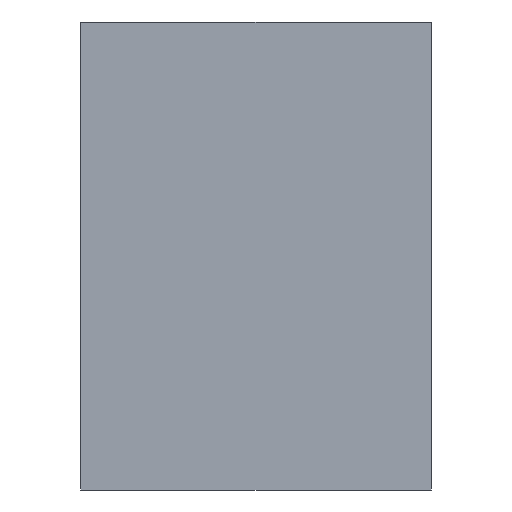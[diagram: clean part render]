
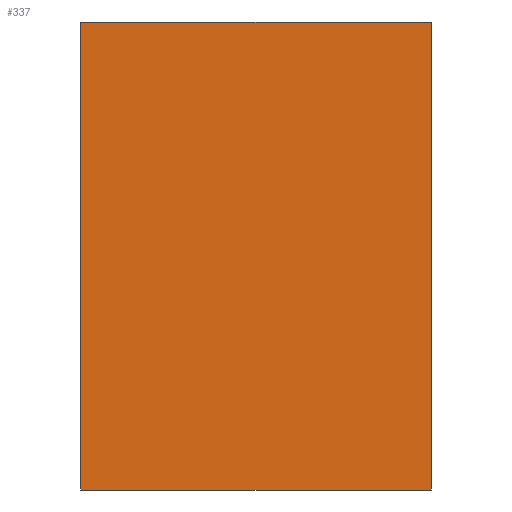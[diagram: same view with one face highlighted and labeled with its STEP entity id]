
A CAD part, front view. The second image highlights one B-rep face of the part: STEP entity #337.
In plain terms, the highlighted planar face has unit normal (0, -1, 0).
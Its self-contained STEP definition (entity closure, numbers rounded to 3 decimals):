
#1 = FACE_OUTER_BOUND ( 'NONE', #710, .T. ) ;
#2 = CARTESIAN_POINT ( 'NONE',  ( -30., 0., -40. ) ) ;
#31 = CARTESIAN_POINT ( 'NONE',  ( 30., 0., 40. ) ) ;
#176 = LINE ( 'NONE', #180, #542 ) ;
#180 = CARTESIAN_POINT ( 'NONE',  ( -30., 0., 40. ) ) ;
#208 = EDGE_CURVE ( 'NONE', #572, #703, #786, .T. ) ;
#226 = VECTOR ( 'NONE', #584, 1000. ) ;
#246 = PLANE ( 'NONE',  #266 ) ;
#247 = CARTESIAN_POINT ( 'NONE',  ( -30., 0., 40. ) ) ;
#257 = ORIENTED_EDGE ( 'NONE', *, *, #705, .T. ) ;
#266 = AXIS2_PLACEMENT_3D ( 'NONE', #312, #624, #505 ) ;
#312 = CARTESIAN_POINT ( 'NONE',  ( -30., 0., 40. ) ) ;
#332 = CARTESIAN_POINT ( 'NONE',  ( -30., 0., -40. ) ) ;
#336 = DIRECTION ( 'NONE',  ( 1., 0., 0. ) ) ;
#337 = ADVANCED_FACE ( 'NONE', ( #1 ), #246, .T. ) ;
#343 = CARTESIAN_POINT ( 'NONE',  ( 30., 0., 40. ) ) ;
#362 = DIRECTION ( 'NONE',  ( 0., 0., -1. ) ) ;
#370 = ORIENTED_EDGE ( 'NONE', *, *, #489, .T. ) ;
#398 = VERTEX_POINT ( 'NONE', #701 ) ;
#475 = ORIENTED_EDGE ( 'NONE', *, *, #728, .F. ) ;
#486 = CARTESIAN_POINT ( 'NONE',  ( -30., 0., 40. ) ) ;
#489 = EDGE_CURVE ( 'NONE', #572, #554, #176, .T. ) ;
#505 = DIRECTION ( 'NONE',  ( 0., 0., -1. ) ) ;
#520 = VECTOR ( 'NONE', #733, 1000. ) ;
#542 = VECTOR ( 'NONE', #362, 1000. ) ;
#546 = ORIENTED_EDGE ( 'NONE', *, *, #208, .F. ) ;
#554 = VERTEX_POINT ( 'NONE', #2 ) ;
#572 = VERTEX_POINT ( 'NONE', #247 ) ;
#583 = VECTOR ( 'NONE', #336, 1000. ) ;
#584 = DIRECTION ( 'NONE',  ( 0., 0., -1. ) ) ;
#587 = LINE ( 'NONE', #343, #226 ) ;
#624 = DIRECTION ( 'NONE',  ( 0., -1., 0. ) ) ;
#701 = CARTESIAN_POINT ( 'NONE',  ( 30., 0., -40. ) ) ;
#703 = VERTEX_POINT ( 'NONE', #31 ) ;
#705 = EDGE_CURVE ( 'NONE', #554, #398, #706, .T. ) ;
#706 = LINE ( 'NONE', #332, #583 ) ;
#710 = EDGE_LOOP ( 'NONE', ( #257, #475, #546, #370 ) ) ;
#728 = EDGE_CURVE ( 'NONE', #703, #398, #587, .T. ) ;
#733 = DIRECTION ( 'NONE',  ( 1., 0., 0. ) ) ;
#786 = LINE ( 'NONE', #486, #520 ) ;
